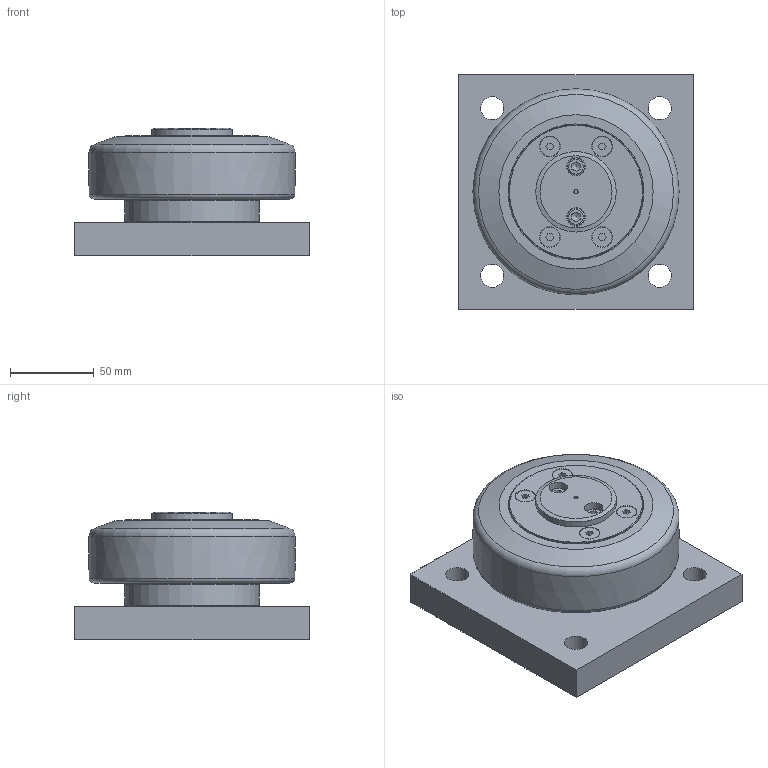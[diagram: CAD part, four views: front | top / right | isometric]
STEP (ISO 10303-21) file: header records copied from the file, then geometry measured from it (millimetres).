
FILE_DESCRIPTION(/* description */ ('-'),/* implementation_level */ '2;1');
FILE_NAME(/* name */ 'ALFATEC_TR120-0368BQ1000.stp',/* time_stamp */ '2021-01-27T14:40:07+01:00',/* author */ ('kstaebler'),/* organization */ (''),/* preprocessor_version */ 'ST-DEVELOPER v18.1',/* originating_system */ 'Autodesk Inventor 2020',/* authorisation */ '');
FILE_SCHEMA (('AUTOMOTIVE_DESIGN { 1 0 10303 214 3 1 1 }'));
Length unit declared in the file: millimetre
Products named in the file (1): TR 120.0368 BQ1000_Kontur
Bounding box: 140 x 140 x 76 mm (x, y, z)
Volume: 808796.8 mm3; surface area: 114246.7 mm2
Topology: 2 solids, 2 shells, 133 faces, 367 edges, 259 vertices
Faces by surface type: plane 71, cylinder 38, cone 16, torus 7, bspline 1
Full cylindrical faces by diameter (mm): 2.5 x1, 3 x2, 4.5 x1, 4.917 x2, 10 x2, 11 x2, 11.7 x4, 12.4 x4, 13.835 x4, 20 x1, 48 x1, 60 x1, 71 x1, 79 x1, 80 x3, 81 x1, 84.5 x1, 86 x1, 87 x1, 89.5 x2, 95 x1
Entity records: 4848 total; most frequent: CARTESIAN_POINT 1076, DIRECTION 760, ORIENTED_EDGE 728, EDGE_CURVE 364, AXIS2_PLACEMENT_3D 299, VERTEX_POINT 259, EDGE_LOOP 175, CIRCLE 166
